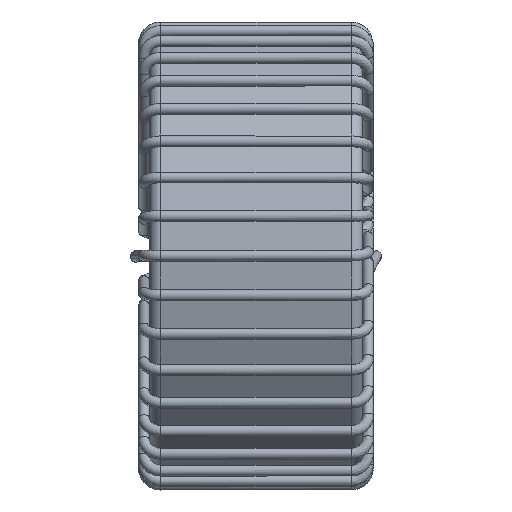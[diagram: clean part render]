
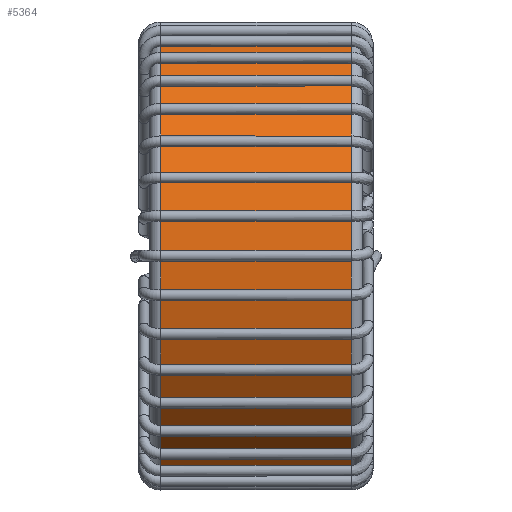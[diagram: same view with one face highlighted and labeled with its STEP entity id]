
A CAD part, top view. The second image highlights one B-rep face of the part: STEP entity #5364.
In plain terms, the highlighted cylindrical face has radius 10.2 mm (diameter 20.4 mm), a full revolution.
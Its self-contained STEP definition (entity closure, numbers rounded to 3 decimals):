
#458=CYLINDRICAL_SURFACE('',#5751,10.2);
#1049=ORIENTED_EDGE('',*,*,#1341,.T.);
#1050=ORIENTED_EDGE('',*,*,#1340,.T.);
#1340=EDGE_CURVE('',#1636,#1636,#1790,.T.);
#1341=EDGE_CURVE('',#1637,#1637,#1791,.T.);
#1636=VERTEX_POINT('',#14079);
#1637=VERTEX_POINT('',#14082);
#1790=CIRCLE('',#5738,10.2);
#1791=CIRCLE('',#5740,10.2);
#2387=EDGE_LOOP('',(#1049));
#2388=EDGE_LOOP('',(#1050));
#2979=FACE_BOUND('',#2387,.T.);
#2980=FACE_BOUND('',#2388,.T.);
#5364=ADVANCED_FACE('',(#2979,#2980),#458,.T.);
#5738=AXIS2_PLACEMENT_3D('',#14078,#6483,#6484);
#5740=AXIS2_PLACEMENT_3D('',#14081,#6487,#6488);
#5751=AXIS2_PLACEMENT_3D('',#14098,#6509,#6510);
#6483=DIRECTION('',(0.,1.,0.));
#6484=DIRECTION('',(0.,0.,1.));
#6487=DIRECTION('',(0.,-1.,0.));
#6488=DIRECTION('',(0.,0.,-1.));
#6509=DIRECTION('',(0.,-1.,0.));
#6510=DIRECTION('',(0.,0.,-1.));
#14078=CARTESIAN_POINT('',(0.,-4.365,0.));
#14079=CARTESIAN_POINT('',(0.,-4.365,10.2));
#14081=CARTESIAN_POINT('',(0.,4.365,0.));
#14082=CARTESIAN_POINT('',(0.,4.365,-10.2));
#14098=CARTESIAN_POINT('',(0.,0.,0.));
